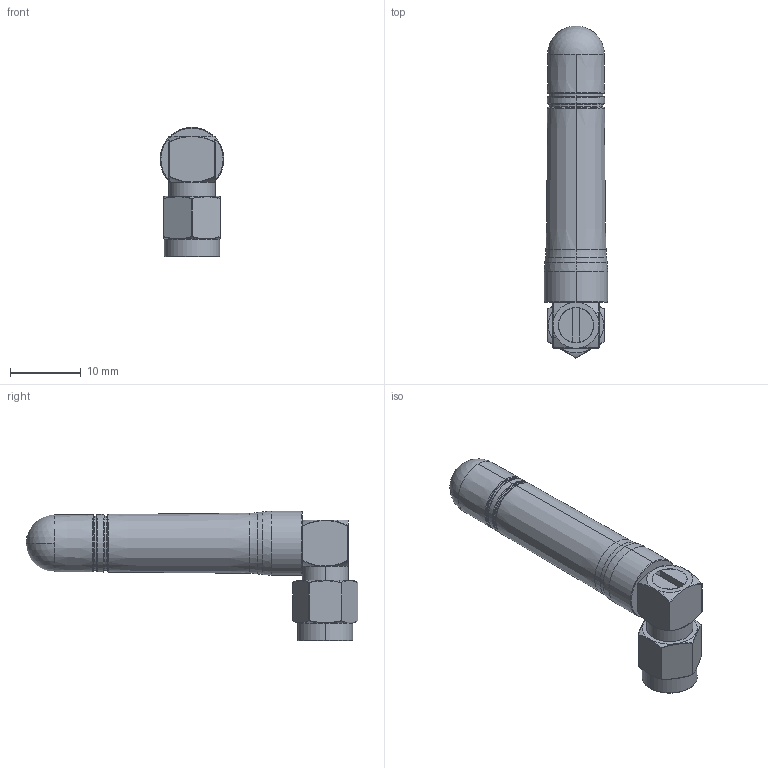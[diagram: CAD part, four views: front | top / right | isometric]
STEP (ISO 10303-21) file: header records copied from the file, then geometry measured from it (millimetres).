
FILE_DESCRIPTION (( 'STEP AP214' ), '1' );
FILE_NAME ('User Library-SMA_AntennaR.STEP', '2012-07-04T02:26:24', ( 'sysAdmin' ), ( 'SolidWorks' ), 'SwSTEP 2.0', 'SolidWorks 2012', '' );
FILE_SCHEMA (( 'AUTOMOTIVE_DESIGN' ));
Length unit declared in the file: millimetre
Products named in the file (1): User Library-SMA_AntennaR
Bounding box: 9 x 46.86 x 18.25 mm (x, y, z)
Volume: 2738.1 mm3; surface area: 1979.5 mm2
Topology: 3 solids, 3 shells, 178 faces, 404 edges, 220 vertices
Faces by surface type: torus 48, bspline 38, sphere 30, cylinder 28, plane 24, cone 10
Entity records: 7264 total; most frequent: CARTESIAN_POINT 3520, DIRECTION 796, ORIENTED_EDGE 760, EDGE_CURVE 380, AXIS2_PLACEMENT_3D 371, CIRCLE 230, VERTEX_POINT 216, EDGE_LOOP 188
